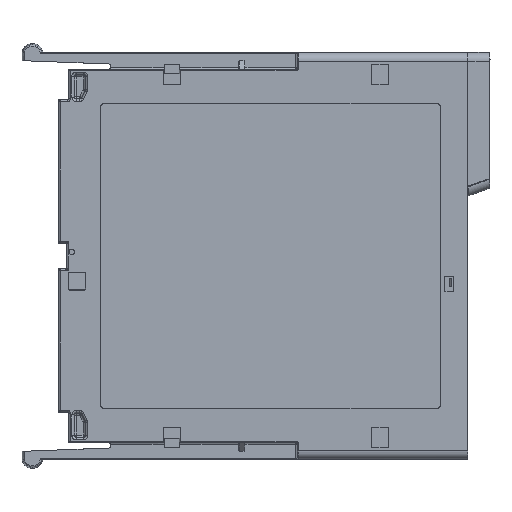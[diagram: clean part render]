
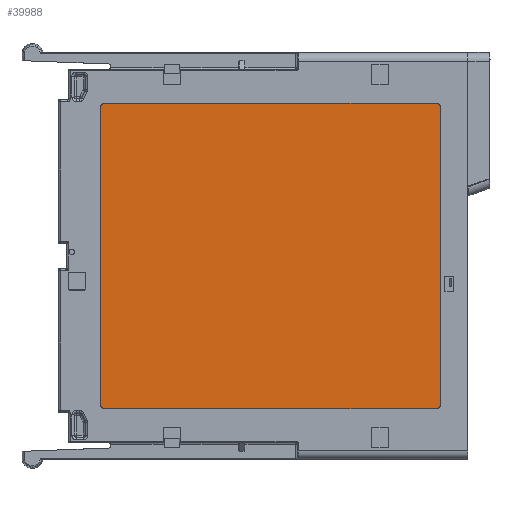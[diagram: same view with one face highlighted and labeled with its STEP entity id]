
A CAD part, front view. The second image highlights one B-rep face of the part: STEP entity #39988.
In plain terms, the highlighted planar face has unit normal (0, -1, 0).
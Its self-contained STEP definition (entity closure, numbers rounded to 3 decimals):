
#11991=CARTESIAN_POINT('',(-37.25,0.15,35.));
#11992=DIRECTION('',(0.,-1.,0.));
#11993=DIRECTION('',(0.,0.,1.));
#11994=AXIS2_PLACEMENT_3D('',#11991,#11992,#11993);
#11996=DIRECTION('',(-1.,0.,0.));
#11997=VECTOR('',#11996,78.);
#11998=CARTESIAN_POINT('',(40.75,0.15,36.));
#11999=LINE('',#11998,#11997);
#12000=CARTESIAN_POINT('',(40.75,0.15,35.));
#12001=DIRECTION('',(0.,-1.,0.));
#12002=DIRECTION('',(1.,0.,0.));
#12003=AXIS2_PLACEMENT_3D('',#12000,#12001,#12002);
#12005=DIRECTION('',(0.,0.,1.));
#12006=VECTOR('',#12005,70.);
#12007=CARTESIAN_POINT('',(41.75,0.15,-35.));
#12008=LINE('',#12007,#12006);
#12009=CARTESIAN_POINT('',(40.75,0.15,-35.));
#12010=DIRECTION('',(0.,-1.,0.));
#12011=DIRECTION('',(0.,0.,-1.));
#12012=AXIS2_PLACEMENT_3D('',#12009,#12010,#12011);
#12014=DIRECTION('',(1.,0.,0.));
#12015=VECTOR('',#12014,78.);
#12016=CARTESIAN_POINT('',(-37.25,0.15,-36.));
#12017=LINE('',#12016,#12015);
#12018=CARTESIAN_POINT('',(-37.25,0.15,-35.));
#12019=DIRECTION('',(0.,-1.,0.));
#12020=DIRECTION('',(-1.,0.,0.));
#12021=AXIS2_PLACEMENT_3D('',#12018,#12019,#12020);
#12023=DIRECTION('',(0.,0.,-1.));
#12024=VECTOR('',#12023,70.);
#12025=CARTESIAN_POINT('',(-38.25,0.15,35.));
#12026=LINE('',#12025,#12024);
#12162=CARTESIAN_POINT('',(-37.25,0.15,36.));
#12163=CARTESIAN_POINT('',(-38.25,0.15,35.));
#12164=VERTEX_POINT('',#12162);
#12165=VERTEX_POINT('',#12163);
#12170=CARTESIAN_POINT('',(-38.25,0.15,-35.));
#12171=CARTESIAN_POINT('',(-37.25,0.15,-36.));
#12172=VERTEX_POINT('',#12170);
#12173=VERTEX_POINT('',#12171);
#12178=CARTESIAN_POINT('',(40.75,0.15,-36.));
#12179=CARTESIAN_POINT('',(41.75,0.15,-35.));
#12180=VERTEX_POINT('',#12178);
#12181=VERTEX_POINT('',#12179);
#12186=CARTESIAN_POINT('',(41.75,0.15,35.));
#12187=CARTESIAN_POINT('',(40.75,0.15,36.));
#12188=VERTEX_POINT('',#12186);
#12189=VERTEX_POINT('',#12187);
#39967=CARTESIAN_POINT('',(0.,0.15,0.));
#39968=DIRECTION('',(0.,-1.,0.));
#39969=DIRECTION('',(1.,0.,0.));
#39970=AXIS2_PLACEMENT_3D('',#39967,#39968,#39969);
#39971=PLANE('',#39970);
#39972=ORIENTED_EDGE('',*,*,#39951,.F.);
#39974=ORIENTED_EDGE('',*,*,#39973,.F.);
#39976=ORIENTED_EDGE('',*,*,#39975,.F.);
#39978=ORIENTED_EDGE('',*,*,#39977,.F.);
#39980=ORIENTED_EDGE('',*,*,#39979,.F.);
#39982=ORIENTED_EDGE('',*,*,#39981,.F.);
#39984=ORIENTED_EDGE('',*,*,#39983,.F.);
#39985=ORIENTED_EDGE('',*,*,#39931,.F.);
#39986=EDGE_LOOP('',(#39972,#39974,#39976,#39978,#39980,#39982,#39984,#39985));
#39987=FACE_OUTER_BOUND('',#39986,.F.);
#39988=ADVANCED_FACE('',(#39987),#39971,.T.);
#11995=CIRCLE('',#11994,1.);
#12004=CIRCLE('',#12003,1.);
#12013=CIRCLE('',#12012,1.);
#12022=CIRCLE('',#12021,1.);
#39931=EDGE_CURVE('',#12165,#12172,#12026,.T.);
#39951=EDGE_CURVE('',#12164,#12165,#11995,.T.);
#39973=EDGE_CURVE('',#12189,#12164,#11999,.T.);
#39975=EDGE_CURVE('',#12188,#12189,#12004,.T.);
#39977=EDGE_CURVE('',#12181,#12188,#12008,.T.);
#39979=EDGE_CURVE('',#12180,#12181,#12013,.T.);
#39981=EDGE_CURVE('',#12173,#12180,#12017,.T.);
#39983=EDGE_CURVE('',#12172,#12173,#12022,.T.);
